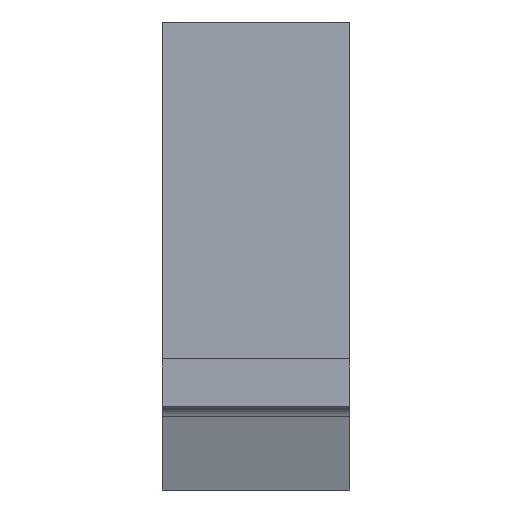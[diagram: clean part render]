
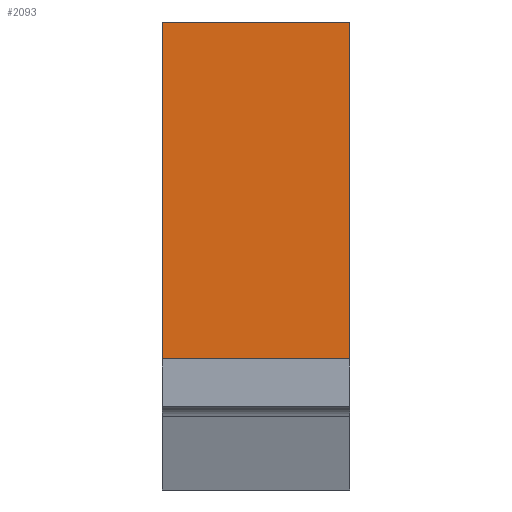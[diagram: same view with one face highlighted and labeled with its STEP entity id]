
A CAD part, left-side view. The second image highlights one B-rep face of the part: STEP entity #2093.
In plain terms, the highlighted planar face has unit normal (-1, 0, 0).
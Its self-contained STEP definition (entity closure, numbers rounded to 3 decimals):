
#27=PLANE('',#2224);
#103=FACE_OUTER_BOUND('',#211,.T.);
#211=EDGE_LOOP('',(#1433,#1434,#1435,#1436));
#327=LINE('',#3034,#573);
#328=LINE('',#3036,#574);
#329=LINE('',#3038,#575);
#330=LINE('',#3039,#576);
#573=VECTOR('',#2427,10.);
#574=VECTOR('',#2428,10.);
#575=VECTOR('',#2429,10.);
#576=VECTOR('',#2430,10.);
#895=VERTEX_POINT('',#3032);
#896=VERTEX_POINT('',#3033);
#897=VERTEX_POINT('',#3035);
#898=VERTEX_POINT('',#3037);
#1111=EDGE_CURVE('',#895,#896,#327,.T.);
#1112=EDGE_CURVE('',#895,#897,#328,.T.);
#1113=EDGE_CURVE('',#898,#897,#329,.T.);
#1114=EDGE_CURVE('',#896,#898,#330,.T.);
#1433=ORIENTED_EDGE('',*,*,#1111,.F.);
#1434=ORIENTED_EDGE('',*,*,#1112,.T.);
#1435=ORIENTED_EDGE('',*,*,#1113,.F.);
#1436=ORIENTED_EDGE('',*,*,#1114,.F.);
#2093=ADVANCED_FACE('',(#103),#27,.T.);
#2224=AXIS2_PLACEMENT_3D('',#3031,#2425,#2426);
#2425=DIRECTION('center_axis',(-1.,0.,0.));
#2426=DIRECTION('ref_axis',(0.,0.,1.));
#2427=DIRECTION('',(0.,0.,-1.));
#2428=DIRECTION('',(0.,1.,0.));
#2429=DIRECTION('',(0.,0.,1.));
#2430=DIRECTION('',(0.,1.,0.));
#3031=CARTESIAN_POINT('Origin',(-20.,0.,0.));
#3032=CARTESIAN_POINT('',(-20.,0.,7.199));
#3033=CARTESIAN_POINT('',(-20.,0.,0.));
#3034=CARTESIAN_POINT('',(-20.,0.,7.199));
#3035=CARTESIAN_POINT('',(-20.,4.,7.199));
#3036=CARTESIAN_POINT('',(-20.,0.,7.199));
#3037=CARTESIAN_POINT('',(-20.,4.,0.));
#3038=CARTESIAN_POINT('',(-20.,4.,7.199));
#3039=CARTESIAN_POINT('',(-20.,0.,0.));
